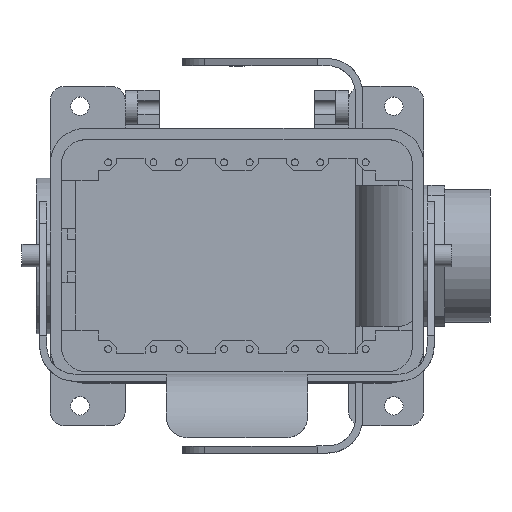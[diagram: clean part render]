
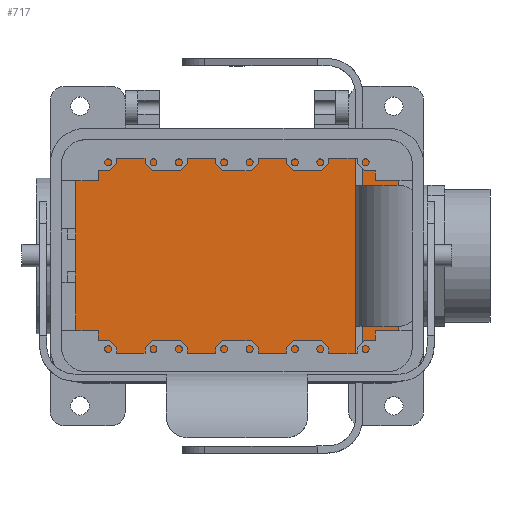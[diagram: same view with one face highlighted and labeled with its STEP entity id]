
A CAD part, top view. The second image highlights one B-rep face of the part: STEP entity #717.
In plain terms, the highlighted planar face has unit normal (0, 0, 1).
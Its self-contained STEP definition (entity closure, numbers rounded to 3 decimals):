
#717 = ADVANCED_FACE( '', ( #1553 ), #1554, .T. );
#1553 = FACE_OUTER_BOUND( '', #2473, .T. );
#1554 = PLANE( '', #2474 );
#2473 = EDGE_LOOP( '', ( #4642, #4643, #4644, #4645, #4646, #4647, #4648, #4649 ) );
#2474 = AXIS2_PLACEMENT_3D( '', #4650, #4651, #4652 );
#4642 = ORIENTED_EDGE( '', *, *, #5774, .T. );
#4643 = ORIENTED_EDGE( '', *, *, #5982, .F. );
#4644 = ORIENTED_EDGE( '', *, *, #5425, .F. );
#4645 = ORIENTED_EDGE( '', *, *, #6144, .T. );
#4646 = ORIENTED_EDGE( '', *, *, #5969, .F. );
#4647 = ORIENTED_EDGE( '', *, *, #5956, .F. );
#4648 = ORIENTED_EDGE( '', *, *, #5328, .T. );
#4649 = ORIENTED_EDGE( '', *, *, #5490, .T. );
#4650 = CARTESIAN_POINT( '', ( 0., 41., 5. ) );
#4651 = DIRECTION( '', ( 0., 0., 1. ) );
#4652 = DIRECTION( '', ( 1., 0., 0. ) );
#5328 = EDGE_CURVE( '', #6399, #6397, #6400, .T. );
#5425 = EDGE_CURVE( '', #6568, #6570, #6571, .T. );
#5490 = EDGE_CURVE( '', #6397, #6683, #6685, .T. );
#5774 = EDGE_CURVE( '', #6683, #7131, #7134, .T. );
#5956 = EDGE_CURVE( '', #6399, #7394, #7395, .T. );
#5969 = EDGE_CURVE( '', #7394, #7411, #7412, .T. );
#5982 = EDGE_CURVE( '', #6570, #7131, #7431, .T. );
#6144 = EDGE_CURVE( '', #6568, #7411, #7633, .T. );
#6397 = VERTEX_POINT( '', #7948 );
#6399 = VERTEX_POINT( '', #7951 );
#6400 = LINE( '', #7952, #7953 );
#6568 = VERTEX_POINT( '', #8182 );
#6570 = VERTEX_POINT( '', #8185 );
#6571 = LINE( '', #8186, #8187 );
#6683 = VERTEX_POINT( '', #8372 );
#6685 = CIRCLE( '', #8375, 8.5 );
#7131 = VERTEX_POINT( '', #9038 );
#7134 = LINE( '', #9042, #9043 );
#7394 = VERTEX_POINT( '', #9416 );
#7395 = CIRCLE( '', #9417, 8.5 );
#7411 = VERTEX_POINT( '', #9439 );
#7412 = LINE( '', #9440, #9441 );
#7431 = CIRCLE( '', #9466, 8.5 );
#7633 = CIRCLE( '', #9787, 8.5 );
#7948 = CARTESIAN_POINT( '', ( -53.5, 41., 5. ) );
#7951 = CARTESIAN_POINT( '', ( 53.5, 41., 5. ) );
#7952 = CARTESIAN_POINT( '', ( -49., 41., 5. ) );
#7953 = VECTOR( '', #10032, 1000. );
#8182 = CARTESIAN_POINT( '', ( 53.5, -41., 5. ) );
#8185 = CARTESIAN_POINT( '', ( -53.5, -41., 5. ) );
#8186 = CARTESIAN_POINT( '', ( -49., -41., 5. ) );
#8187 = VECTOR( '', #10152, 1000. );
#8372 = CARTESIAN_POINT( '', ( -57., 40.246, 5. ) );
#8375 = AXIS2_PLACEMENT_3D( '', #10253, #10254, #10255 );
#9038 = CARTESIAN_POINT( '', ( -57., -40.246, 5. ) );
#9042 = CARTESIAN_POINT( '', ( -57., 28., 5. ) );
#9043 = VECTOR( '', #10567, 1000. );
#9416 = CARTESIAN_POINT( '', ( 57., 40.246, 5. ) );
#9417 = AXIS2_PLACEMENT_3D( '', #10750, #10751, #10752 );
#9439 = CARTESIAN_POINT( '', ( 57., -40.246, 5. ) );
#9440 = CARTESIAN_POINT( '', ( 57., 28., 5. ) );
#9441 = VECTOR( '', #10768, 1000. );
#9466 = AXIS2_PLACEMENT_3D( '', #10784, #10785, #10786 );
#9787 = AXIS2_PLACEMENT_3D( '', #10944, #10945, #10946 );
#10032 = DIRECTION( '', ( -1., 0., 0. ) );
#10152 = DIRECTION( '', ( -1., 0., 0. ) );
#10253 = CARTESIAN_POINT( '', ( -53.5, 32.5, 5. ) );
#10254 = DIRECTION( '', ( 0., 0., 1. ) );
#10255 = DIRECTION( '', ( 1., 0., 0. ) );
#10567 = DIRECTION( '', ( 0., -1., 0. ) );
#10750 = CARTESIAN_POINT( '', ( 53.5, 32.5, 5. ) );
#10751 = DIRECTION( '', ( 0., 0., -1. ) );
#10752 = DIRECTION( '', ( -1., 0., 0. ) );
#10768 = DIRECTION( '', ( 0., -1., 0. ) );
#10784 = CARTESIAN_POINT( '', ( -53.5, -32.5, 5. ) );
#10785 = DIRECTION( '', ( 0., 0., -1. ) );
#10786 = DIRECTION( '', ( 1., 0., 0. ) );
#10944 = CARTESIAN_POINT( '', ( 53.5, -32.5, 5. ) );
#10945 = DIRECTION( '', ( 0., 0., 1. ) );
#10946 = DIRECTION( '', ( -1., 0., 0. ) );
